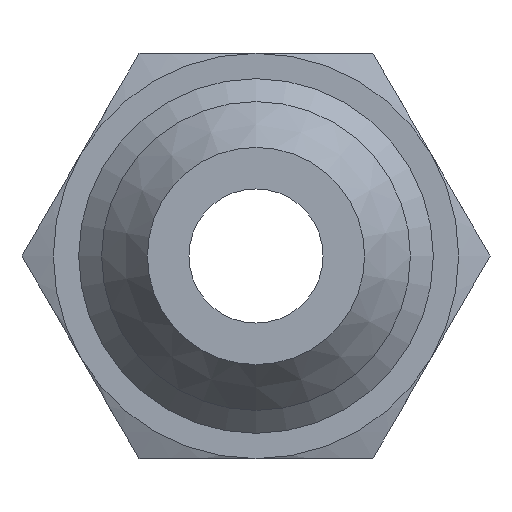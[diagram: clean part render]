
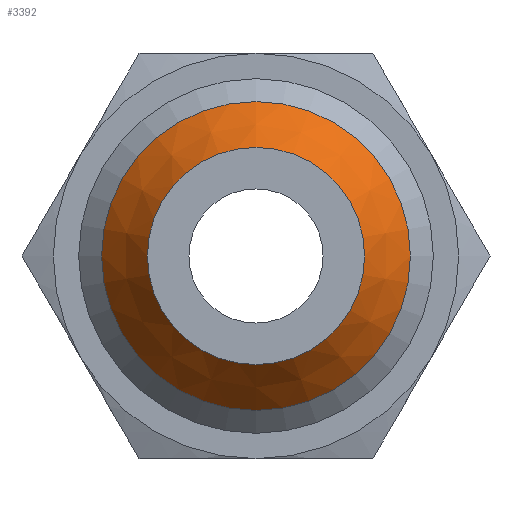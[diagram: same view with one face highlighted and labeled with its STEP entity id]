
A CAD part, left-side view. The second image highlights one B-rep face of the part: STEP entity #3392.
In plain terms, the highlighted conical face has half-angle 37 degrees and reference radius 25.4 mm.
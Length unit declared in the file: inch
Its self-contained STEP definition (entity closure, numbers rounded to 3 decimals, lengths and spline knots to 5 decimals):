
#3365=CARTESIAN_POINT('',(0.2114,0.,0.));
#3366=DIRECTION('',(1.0,0.0,0.0));
#3367=DIRECTION('',(0.0,0.0,-1.0));
#3368=AXIS2_PLACEMENT_3D('',#3365,#3366,#3367);
#3369=CONICAL_SURFACE('',#3368,1.0,37.);
#3370=CARTESIAN_POINT('',(-0.76,0.,0.268));
#3371=VERTEX_POINT('',#3370);
#3372=CARTESIAN_POINT('',(-0.76,0.,0.));
#3373=DIRECTION('',(1.0,0.0,0.0));
#3374=DIRECTION('',(0.0,0.0,-1.0));
#3375=AXIS2_PLACEMENT_3D('',#3372,#3373,#3374);
#3376=CIRCLE('',#3375,0.268);
#3377=EDGE_CURVE('',#3371,#3371,#3376,.T.);
#3378=ORIENTED_EDGE('',*,*,#3377,.T.);
#3379=EDGE_LOOP('',(#3378));
#3380=FACE_OUTER_BOUND('',#3379,.T.);
#3381=CARTESIAN_POINT('',(-0.61004,0.,0.381));
#3382=VERTEX_POINT('',#3381);
#3383=CARTESIAN_POINT('',(-0.61004,0.,0.));
#3384=DIRECTION('',(-1.0,0.0,0.0));
#3385=DIRECTION('',(0.0,0.0,-1.0));
#3386=AXIS2_PLACEMENT_3D('',#3383,#3384,#3385);
#3387=CIRCLE('',#3386,0.381);
#3388=EDGE_CURVE('',#3382,#3382,#3387,.T.);
#3389=ORIENTED_EDGE('',*,*,#3388,.T.);
#3390=EDGE_LOOP('',(#3389));
#3391=FACE_BOUND('',#3390,.T.);
#3392=ADVANCED_FACE('',(#3380,#3391),#3369,.T.);
